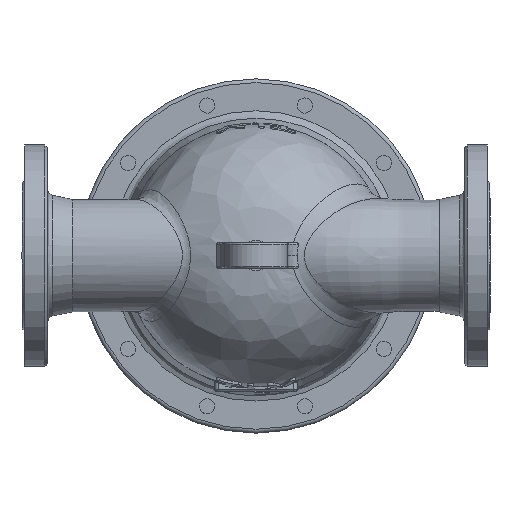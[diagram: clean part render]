
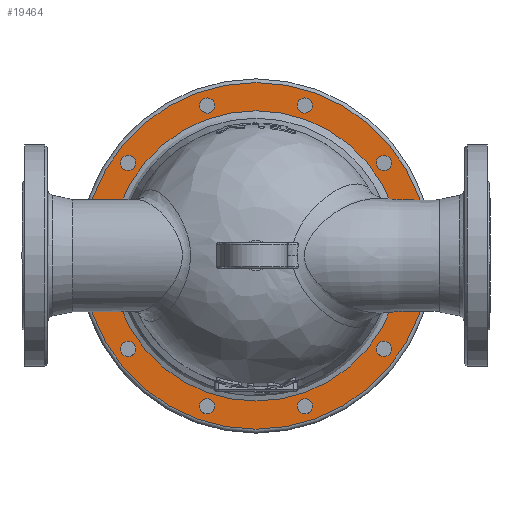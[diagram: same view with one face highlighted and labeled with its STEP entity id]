
A CAD part, top view. The second image highlights one B-rep face of the part: STEP entity #19464.
In plain terms, the highlighted planar face has unit normal (0, 0, 1).
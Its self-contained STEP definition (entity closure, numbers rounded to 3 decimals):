
#4264=CARTESIAN_POINT('',(-105.981,-77.,30.0));
#4265=VERTEX_POINT('',#4264);
#4266=CARTESIAN_POINT('',(-101.127,-73.473,30.0));
#4267=DIRECTION('',(0.0,0.0,-1.0));
#4268=DIRECTION('',(0.809,0.588,0.0));
#4269=AXIS2_PLACEMENT_3D('',#4266,#4267,#4268);
#4270=CIRCLE('',#4269,6.);
#4271=EDGE_CURVE('',#4265,#4265,#4270,.T.);
#4329=CARTESIAN_POINT('',(-40.481,-124.588,30.0));
#4330=VERTEX_POINT('',#4329);
#4331=CARTESIAN_POINT('',(-38.627,-118.882,30.0));
#4332=DIRECTION('',(0.0,0.0,-1.0));
#4333=DIRECTION('',(0.309,0.951,0.0));
#4334=AXIS2_PLACEMENT_3D('',#4331,#4332,#4333);
#4335=CIRCLE('',#4334,6.);
#4336=EDGE_CURVE('',#4330,#4330,#4335,.T.);
#4394=CARTESIAN_POINT('',(40.481,-124.588,30.0));
#4395=VERTEX_POINT('',#4394);
#4396=CARTESIAN_POINT('',(38.627,-118.882,30.0));
#4397=DIRECTION('',(0.0,0.0,-1.));
#4398=DIRECTION('',(-0.309,0.951,0.0));
#4399=AXIS2_PLACEMENT_3D('',#4396,#4397,#4398);
#4400=CIRCLE('',#4399,6.);
#4401=EDGE_CURVE('',#4395,#4395,#4400,.T.);
#4459=CARTESIAN_POINT('',(105.981,-77.,30.0));
#4460=VERTEX_POINT('',#4459);
#4461=CARTESIAN_POINT('',(101.127,-73.473,30.0));
#4462=DIRECTION('',(0.0,0.0,-1.));
#4463=DIRECTION('',(-0.809,0.588,0.0));
#4464=AXIS2_PLACEMENT_3D('',#4461,#4462,#4463);
#4465=CIRCLE('',#4464,6.0);
#4466=EDGE_CURVE('',#4460,#4460,#4465,.T.);
#4524=CARTESIAN_POINT('',(131.0,0.,30.0));
#4525=VERTEX_POINT('',#4524);
#4526=CARTESIAN_POINT('',(125.0,0.,30.0));
#4527=DIRECTION('',(0.0,0.0,-1.0));
#4528=DIRECTION('',(-1.0,0.0,0.0));
#4529=AXIS2_PLACEMENT_3D('',#4526,#4527,#4528);
#4530=CIRCLE('',#4529,6.);
#4531=EDGE_CURVE('',#4525,#4525,#4530,.T.);
#4589=CARTESIAN_POINT('',(105.981,77.,30.0));
#4590=VERTEX_POINT('',#4589);
#4591=CARTESIAN_POINT('',(101.127,73.473,30.0));
#4592=DIRECTION('',(0.0,0.0,-1.));
#4593=DIRECTION('',(-0.809,-0.588,0.0));
#4594=AXIS2_PLACEMENT_3D('',#4591,#4592,#4593);
#4595=CIRCLE('',#4594,6.);
#4596=EDGE_CURVE('',#4590,#4590,#4595,.T.);
#4654=CARTESIAN_POINT('',(40.481,124.588,30.0));
#4655=VERTEX_POINT('',#4654);
#4656=CARTESIAN_POINT('',(38.627,118.882,30.0));
#4657=DIRECTION('',(0.0,0.0,-1.));
#4658=DIRECTION('',(-0.309,-0.951,0.0));
#4659=AXIS2_PLACEMENT_3D('',#4656,#4657,#4658);
#4660=CIRCLE('',#4659,6.0);
#4661=EDGE_CURVE('',#4655,#4655,#4660,.T.);
#4719=CARTESIAN_POINT('',(-40.481,124.588,30.0));
#4720=VERTEX_POINT('',#4719);
#4721=CARTESIAN_POINT('',(-38.627,118.882,30.0));
#4722=DIRECTION('',(0.0,0.0,-1.));
#4723=DIRECTION('',(0.309,-0.951,0.0));
#4724=AXIS2_PLACEMENT_3D('',#4721,#4722,#4723);
#4725=CIRCLE('',#4724,6.);
#4726=EDGE_CURVE('',#4720,#4720,#4725,.T.);
#4784=CARTESIAN_POINT('',(-105.981,77.,30.0));
#4785=VERTEX_POINT('',#4784);
#4786=CARTESIAN_POINT('',(-101.127,73.473,30.0));
#4787=DIRECTION('',(0.0,0.0,-1.0));
#4788=DIRECTION('',(0.809,-0.588,0.0));
#4789=AXIS2_PLACEMENT_3D('',#4786,#4787,#4788);
#4790=CIRCLE('',#4789,6.);
#4791=EDGE_CURVE('',#4785,#4785,#4790,.T.);
#8935=CARTESIAN_POINT('',(-131.0,0.,30.0));
#8936=VERTEX_POINT('',#8935);
#8937=CARTESIAN_POINT('',(-125.0,0.,30.0));
#8938=DIRECTION('',(0.0,0.0,-1.0));
#8939=DIRECTION('',(1.0,0.0,0.0));
#8940=AXIS2_PLACEMENT_3D('',#8937,#8938,#8939);
#8941=CIRCLE('',#8940,6.);
#8942=EDGE_CURVE('',#8936,#8936,#8941,.T.);
#19407=CARTESIAN_POINT('',(0.0,0.0,30.0));
#19408=DIRECTION('',(0.0,0.0,-1.0));
#19409=DIRECTION('',(-1.0,0.0,0.0));
#19410=AXIS2_PLACEMENT_3D('',#19407,#19408,#19409);
#19411=PLANE('',#19410);
#19412=CARTESIAN_POINT('',(137.0,0.,30.0));
#19413=VERTEX_POINT('',#19412);
#19414=CARTESIAN_POINT('',(0.0,0.0,30.0));
#19415=DIRECTION('',(0.0,0.0,-1.0));
#19416=DIRECTION('',(-1.0,0.0,0.0));
#19417=AXIS2_PLACEMENT_3D('',#19414,#19415,#19416);
#19418=CIRCLE('',#19417,137.0);
#19419=EDGE_CURVE('',#19413,#19413,#19418,.T.);
#19420=ORIENTED_EDGE('',*,*,#19419,.F.);
#19421=EDGE_LOOP('',(#19420));
#19422=FACE_OUTER_BOUND('',#19421,.T.);
#19423=ORIENTED_EDGE('',*,*,#4271,.T.);
#19424=EDGE_LOOP('',(#19423));
#19425=FACE_BOUND('',#19424,.T.);
#19426=ORIENTED_EDGE('',*,*,#4336,.T.);
#19427=EDGE_LOOP('',(#19426));
#19428=FACE_BOUND('',#19427,.T.);
#19429=ORIENTED_EDGE('',*,*,#4401,.T.);
#19430=EDGE_LOOP('',(#19429));
#19431=FACE_BOUND('',#19430,.T.);
#19432=ORIENTED_EDGE('',*,*,#4466,.T.);
#19433=EDGE_LOOP('',(#19432));
#19434=FACE_BOUND('',#19433,.T.);
#19435=ORIENTED_EDGE('',*,*,#4531,.T.);
#19436=EDGE_LOOP('',(#19435));
#19437=FACE_BOUND('',#19436,.T.);
#19438=ORIENTED_EDGE('',*,*,#4596,.T.);
#19439=EDGE_LOOP('',(#19438));
#19440=FACE_BOUND('',#19439,.T.);
#19441=ORIENTED_EDGE('',*,*,#4661,.T.);
#19442=EDGE_LOOP('',(#19441));
#19443=FACE_BOUND('',#19442,.T.);
#19444=ORIENTED_EDGE('',*,*,#4726,.T.);
#19445=EDGE_LOOP('',(#19444));
#19446=FACE_BOUND('',#19445,.T.);
#19447=ORIENTED_EDGE('',*,*,#4791,.T.);
#19448=EDGE_LOOP('',(#19447));
#19449=FACE_BOUND('',#19448,.T.);
#19450=ORIENTED_EDGE('',*,*,#8942,.T.);
#19451=EDGE_LOOP('',(#19450));
#19452=FACE_BOUND('',#19451,.T.);
#19453=CARTESIAN_POINT('',(114.73,0.,30.0));
#19454=VERTEX_POINT('',#19453);
#19455=CARTESIAN_POINT('',(0.0,0.0,30.0));
#19456=DIRECTION('',(0.0,0.0,1.0));
#19457=DIRECTION('',(-1.0,0.0,0.0));
#19458=AXIS2_PLACEMENT_3D('',#19455,#19456,#19457);
#19459=CIRCLE('',#19458,114.73);
#19460=EDGE_CURVE('',#19454,#19454,#19459,.T.);
#19461=ORIENTED_EDGE('',*,*,#19460,.F.);
#19462=EDGE_LOOP('',(#19461));
#19463=FACE_BOUND('',#19462,.T.);
#19464=ADVANCED_FACE('',(#19422,#19425,#19428,#19431,#19434,#19437,#19440,#19443,#19446,#19449,#19452,#19463),#19411,.F.);
